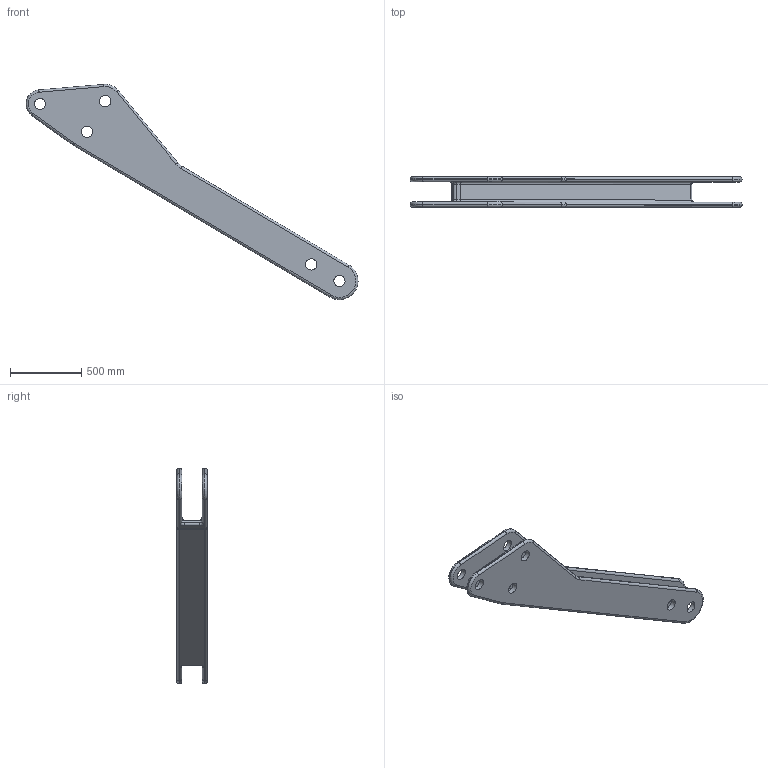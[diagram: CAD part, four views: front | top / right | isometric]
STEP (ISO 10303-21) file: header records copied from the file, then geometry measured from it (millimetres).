
FILE_DESCRIPTION( ( '' ), ' ' );
FILE_NAME( '5836a6ef52526810fcad8741.step', '2016-11-24T08:38:08', ( '' ), ( '' ), ' ', ' ', ' ' );
FILE_SCHEMA( ( 'AUTOMOTIVE_DESIGN { 1 0 10303 214 1 1 1 1 }' ) );
Length unit declared in the file: metre
Products named in the file (1): Stick
Bounding box: 2332.43 x 213.84 x 1512.1 mm (x, y, z)
Volume: 68140215.2 mm3; surface area: 3850879.1 mm2
Topology: 1 solids, 1 shells, 93 faces, 224 edges, 129 vertices
Faces by surface type: cylinder 51, torus 22, plane 16, bspline 4
Full cylindrical faces by diameter (mm): 79.2 x10
Entity records: 4341 total; most frequent: CARTESIAN_POINT 1403, DIRECTION 507, ORIENTED_EDGE 410, AXIS2_PLACEMENT_3D 212, EDGE_CURVE 205, VERTEX_POINT 124, EDGE_LOOP 123, CIRCLE 112
